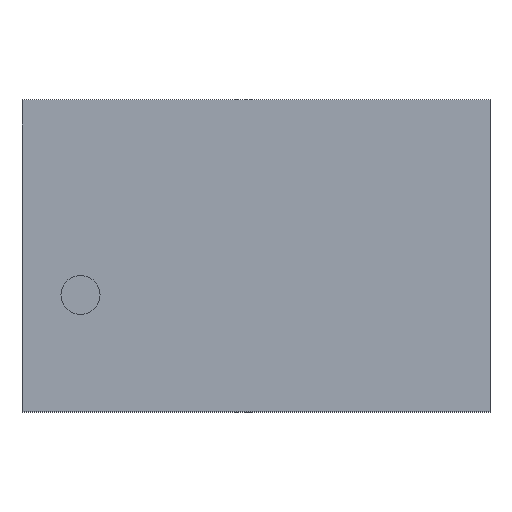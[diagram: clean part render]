
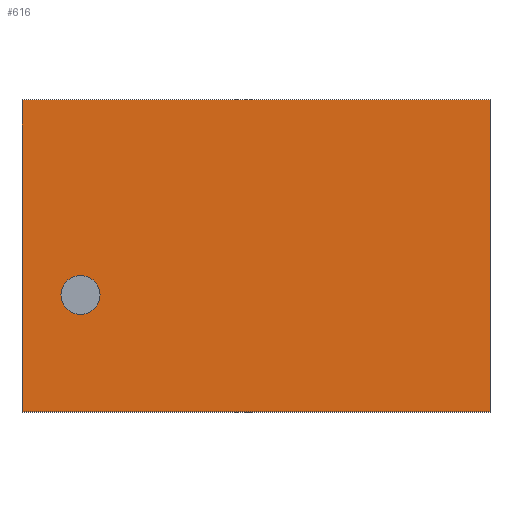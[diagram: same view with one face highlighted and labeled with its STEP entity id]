
A CAD part, top view. The second image highlights one B-rep face of the part: STEP entity #616.
In plain terms, the highlighted planar face has unit normal (0, 0, 1).
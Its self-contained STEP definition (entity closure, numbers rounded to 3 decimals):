
#4 = ORIENTED_EDGE ( 'NONE', *, *, #430, .T. ) ;
#14 = LINE ( 'NONE', #344, #58 ) ;
#22 = CARTESIAN_POINT ( 'NONE',  ( -0.6, 0.4, 0.35 ) ) ;
#43 = CIRCLE ( 'NONE', #986, 0.05 ) ;
#48 = DIRECTION ( 'NONE',  ( 1., 0., 0. ) ) ;
#58 = VECTOR ( 'NONE', #332, 1000. ) ;
#69 = ORIENTED_EDGE ( 'NONE', *, *, #653, .T. ) ;
#117 = VERTEX_POINT ( 'NONE', #818 ) ;
#163 = VERTEX_POINT ( 'NONE', #471 ) ;
#232 = VERTEX_POINT ( 'NONE', #22 ) ;
#239 = EDGE_CURVE ( 'NONE', #232, #512, #254, .T. ) ;
#254 = LINE ( 'NONE', #439, #695 ) ;
#282 = CARTESIAN_POINT ( 'NONE',  ( 0., 0., 0.35 ) ) ;
#292 = AXIS2_PLACEMENT_3D ( 'NONE', #792, #522, #48 ) ;
#310 = CIRCLE ( 'NONE', #292, 0.05 ) ;
#316 = DIRECTION ( 'NONE',  ( -1., 0., 0. ) ) ;
#332 = DIRECTION ( 'NONE',  ( 1., 0., 0. ) ) ;
#344 = CARTESIAN_POINT ( 'NONE',  ( -0.6, -0.4, 0.35 ) ) ;
#349 = VERTEX_POINT ( 'NONE', #833 ) ;
#361 = PLANE ( 'NONE',  #427 ) ;
#405 = VECTOR ( 'NONE', #316, 1000. ) ;
#427 = AXIS2_PLACEMENT_3D ( 'NONE', #282, #536, #863 ) ;
#430 = EDGE_CURVE ( 'NONE', #512, #117, #14, .T. ) ;
#438 = DIRECTION ( 'NONE',  ( 0., 0., -1. ) ) ;
#439 = CARTESIAN_POINT ( 'NONE',  ( -0.6, 0.4, 0.35 ) ) ;
#452 = CARTESIAN_POINT ( 'NONE',  ( -0.4, -0.1, 0.35 ) ) ;
#466 = EDGE_CURVE ( 'NONE', #349, #232, #740, .T. ) ;
#471 = CARTESIAN_POINT ( 'NONE',  ( -0.5, -0.1, 0.35 ) ) ;
#512 = VERTEX_POINT ( 'NONE', #662 ) ;
#522 = DIRECTION ( 'NONE',  ( 0., 0., -1. ) ) ;
#527 = CARTESIAN_POINT ( 'NONE',  ( -0.45, -0.1, 0.35 ) ) ;
#536 = DIRECTION ( 'NONE',  ( 0., 0., 1. ) ) ;
#586 = EDGE_CURVE ( 'NONE', #625, #163, #43, .T. ) ;
#616 = ADVANCED_FACE ( 'NONE', ( #771, #948 ), #361, .T. ) ;
#625 = VERTEX_POINT ( 'NONE', #452 ) ;
#653 = EDGE_CURVE ( 'NONE', #163, #625, #310, .T. ) ;
#659 = LINE ( 'NONE', #917, #755 ) ;
#660 = EDGE_LOOP ( 'NONE', ( #798, #4, #989, #744 ) ) ;
#662 = CARTESIAN_POINT ( 'NONE',  ( -0.6, -0.4, 0.35 ) ) ;
#664 = DIRECTION ( 'NONE',  ( 0., 1., 0. ) ) ;
#675 = DIRECTION ( 'NONE',  ( 0., -1., 0. ) ) ;
#695 = VECTOR ( 'NONE', #675, 1000. ) ;
#740 = LINE ( 'NONE', #1074, #405 ) ;
#744 = ORIENTED_EDGE ( 'NONE', *, *, #466, .T. ) ;
#755 = VECTOR ( 'NONE', #664, 1000. ) ;
#771 = FACE_BOUND ( 'NONE', #908, .T. ) ;
#792 = CARTESIAN_POINT ( 'NONE',  ( -0.45, -0.1, 0.35 ) ) ;
#798 = ORIENTED_EDGE ( 'NONE', *, *, #239, .T. ) ;
#814 = ORIENTED_EDGE ( 'NONE', *, *, #586, .T. ) ;
#818 = CARTESIAN_POINT ( 'NONE',  ( 0.6, -0.4, 0.35 ) ) ;
#833 = CARTESIAN_POINT ( 'NONE',  ( 0.6, 0.4, 0.35 ) ) ;
#855 = DIRECTION ( 'NONE',  ( 1., 0., 0. ) ) ;
#863 = DIRECTION ( 'NONE',  ( 1., 0., 0. ) ) ;
#908 = EDGE_LOOP ( 'NONE', ( #814, #69 ) ) ;
#917 = CARTESIAN_POINT ( 'NONE',  ( 0.6, 0.4, 0.35 ) ) ;
#948 = FACE_OUTER_BOUND ( 'NONE', #660, .T. ) ;
#950 = EDGE_CURVE ( 'NONE', #117, #349, #659, .T. ) ;
#986 = AXIS2_PLACEMENT_3D ( 'NONE', #527, #438, #855 ) ;
#989 = ORIENTED_EDGE ( 'NONE', *, *, #950, .T. ) ;
#1074 = CARTESIAN_POINT ( 'NONE',  ( -0.6, 0.4, 0.35 ) ) ;
